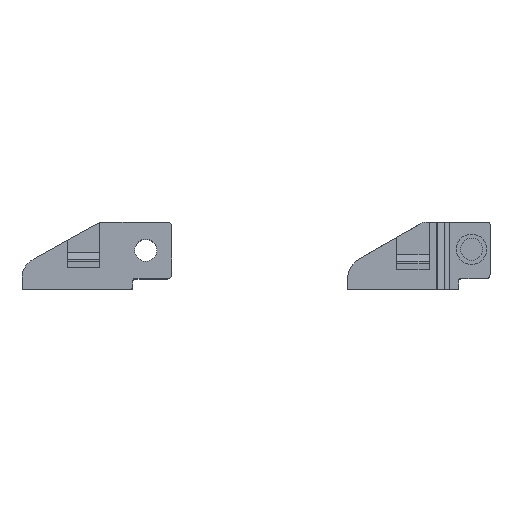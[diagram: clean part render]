
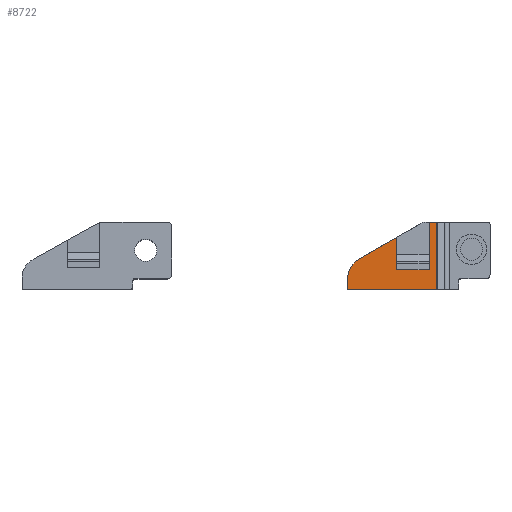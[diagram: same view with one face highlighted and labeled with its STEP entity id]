
A CAD part, top view. The second image highlights one B-rep face of the part: STEP entity #8722.
In plain terms, the highlighted planar face has unit normal (0, 0, 1).
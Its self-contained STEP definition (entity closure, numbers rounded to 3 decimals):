
#92 = EDGE_CURVE ( 'NONE', #5843, #18317, #2449, .T. ) ;
#290 = CARTESIAN_POINT ( 'NONE',  ( -57., -18., 52.5 ) ) ;
#582 = DIRECTION ( 'NONE',  ( 0., -1., 0. ) ) ;
#646 = VERTEX_POINT ( 'NONE', #20652 ) ;
#720 = CARTESIAN_POINT ( 'NONE',  ( -34.5, 5.456, 52.5 ) ) ;
#958 = CARTESIAN_POINT ( 'NONE',  ( -19.5, 12.5, 52.5 ) ) ;
#1091 = CARTESIAN_POINT ( 'NONE',  ( -15.949, -18.5, 52.5 ) ) ;
#1723 = LINE ( 'NONE', #290, #4811 ) ;
#2273 = DIRECTION ( 'NONE',  ( 0., -1., 0. ) ) ;
#2311 = CARTESIAN_POINT ( 'NONE',  ( -47., -13.308, 52.5 ) ) ;
#2449 = LINE ( 'NONE', #9712, #5490 ) ;
#2542 = CARTESIAN_POINT ( 'NONE',  ( -57., -18., 52.5 ) ) ;
#2671 = ORIENTED_EDGE ( 'NONE', *, *, #22996, .T. ) ;
#2957 = AXIS2_PLACEMENT_3D ( 'NONE', #14017, #17601, #22971 ) ;
#3302 = PLANE ( 'NONE',  #2957 ) ;
#3435 = ORIENTED_EDGE ( 'NONE', *, *, #14298, .T. ) ;
#3641 = CARTESIAN_POINT ( 'NONE',  ( -34.5, -9.5, 52.5 ) ) ;
#4666 = ORIENTED_EDGE ( 'NONE', *, *, #7510, .F. ) ;
#4811 = VECTOR ( 'NONE', #7201, 1000. ) ;
#4947 = VERTEX_POINT ( 'NONE', #8071 ) ;
#5490 = VECTOR ( 'NONE', #18908, 1000. ) ;
#5843 = VERTEX_POINT ( 'NONE', #20322 ) ;
#6137 = VECTOR ( 'NONE', #8759, 1000. ) ;
#6825 = ORIENTED_EDGE ( 'NONE', *, *, #92, .F. ) ;
#7094 = VECTOR ( 'NONE', #13700, 1000. ) ;
#7201 = DIRECTION ( 'NONE',  ( 0., 1., 0. ) ) ;
#7451 = VECTOR ( 'NONE', #582, 1000. ) ;
#7510 = EDGE_CURVE ( 'NONE', #21080, #14097, #14054, .T. ) ;
#7647 = CARTESIAN_POINT ( 'NONE',  ( -15.949, -18.5, 52.5 ) ) ;
#8071 = CARTESIAN_POINT ( 'NONE',  ( -57., -13.308, 52.5 ) ) ;
#8722 = ADVANCED_FACE ( 'NONE', ( #15927 ), #3302, .T. ) ;
#8759 = DIRECTION ( 'NONE',  ( -1., 0., 0. ) ) ;
#8970 = AXIS2_PLACEMENT_3D ( 'NONE', #2311, #9579, #22362 ) ;
#9328 = VECTOR ( 'NONE', #16493, 1000. ) ;
#9579 = DIRECTION ( 'NONE',  ( 0., 0., -1. ) ) ;
#9712 = CARTESIAN_POINT ( 'NONE',  ( -52., -4.647, 52.5 ) ) ;
#10178 = LINE ( 'NONE', #23478, #7451 ) ;
#10791 = LINE ( 'NONE', #21308, #6137 ) ;
#10864 = EDGE_CURVE ( 'NONE', #12653, #646, #14900, .T. ) ;
#11338 = LINE ( 'NONE', #18628, #14980 ) ;
#11429 = VERTEX_POINT ( 'NONE', #22415 ) ;
#12549 = CARTESIAN_POINT ( 'NONE',  ( -15.949, 12.5, 52.5 ) ) ;
#12647 = VERTEX_POINT ( 'NONE', #2542 ) ;
#12653 = VERTEX_POINT ( 'NONE', #1091 ) ;
#12760 = CIRCLE ( 'NONE', #8970, 10. ) ;
#13700 = DIRECTION ( 'NONE',  ( 1., 0., 0. ) ) ;
#14017 = CARTESIAN_POINT ( 'NONE',  ( -21.432, -4.946, 52.5 ) ) ;
#14054 = LINE ( 'NONE', #958, #7094 ) ;
#14063 = EDGE_CURVE ( 'NONE', #12647, #4947, #1723, .T. ) ;
#14097 = VERTEX_POINT ( 'NONE', #12549 ) ;
#14186 = EDGE_CURVE ( 'NONE', #4947, #5843, #12760, .T. ) ;
#14298 = EDGE_CURVE ( 'NONE', #21080, #11429, #10178, .T. ) ;
#14900 = LINE ( 'NONE', #7647, #22784 ) ;
#14965 = CIRCLE ( 'NONE', #15728, 0.5 ) ;
#14980 = VECTOR ( 'NONE', #2273, 1000. ) ;
#15356 = EDGE_LOOP ( 'NONE', ( #2671, #6825, #22457, #17630, #16244, #20879, #21530, #4666, #3435, #21510 ) ) ;
#15728 = AXIS2_PLACEMENT_3D ( 'NONE', #16784, #16423, #18231 ) ;
#15765 = VERTEX_POINT ( 'NONE', #22353 ) ;
#15927 = FACE_OUTER_BOUND ( 'NONE', #15356, .T. ) ;
#16244 = ORIENTED_EDGE ( 'NONE', *, *, #21189, .F. ) ;
#16305 = CARTESIAN_POINT ( 'NONE',  ( -19.5, 12.5, 52.5 ) ) ;
#16423 = DIRECTION ( 'NONE',  ( 0., 0., -1. ) ) ;
#16461 = DIRECTION ( 'NONE',  ( -1., 0., 0. ) ) ;
#16493 = DIRECTION ( 'NONE',  ( 0., 1., 0. ) ) ;
#16512 = EDGE_CURVE ( 'NONE', #11429, #15765, #10791, .T. ) ;
#16784 = CARTESIAN_POINT ( 'NONE',  ( -56.5, -18., 52.5 ) ) ;
#17601 = DIRECTION ( 'NONE',  ( 0., 0., 1. ) ) ;
#17630 = ORIENTED_EDGE ( 'NONE', *, *, #14063, .F. ) ;
#18231 = DIRECTION ( 'NONE',  ( -1., 0., 0. ) ) ;
#18292 = LINE ( 'NONE', #3641, #9328 ) ;
#18317 = VERTEX_POINT ( 'NONE', #720 ) ;
#18628 = CARTESIAN_POINT ( 'NONE',  ( -15.949, 12.5, 52.5 ) ) ;
#18908 = DIRECTION ( 'NONE',  ( 0.866, 0.5, 0. ) ) ;
#20322 = CARTESIAN_POINT ( 'NONE',  ( -52., -4.647, 52.5 ) ) ;
#20652 = CARTESIAN_POINT ( 'NONE',  ( -56.5, -18.5, 52.5 ) ) ;
#20879 = ORIENTED_EDGE ( 'NONE', *, *, #10864, .F. ) ;
#21080 = VERTEX_POINT ( 'NONE', #16305 ) ;
#21189 = EDGE_CURVE ( 'NONE', #646, #12647, #14965, .T. ) ;
#21308 = CARTESIAN_POINT ( 'NONE',  ( -19.5, -9.5, 52.5 ) ) ;
#21510 = ORIENTED_EDGE ( 'NONE', *, *, #16512, .T. ) ;
#21530 = ORIENTED_EDGE ( 'NONE', *, *, #21950, .F. ) ;
#21950 = EDGE_CURVE ( 'NONE', #14097, #12653, #11338, .T. ) ;
#22353 = CARTESIAN_POINT ( 'NONE',  ( -34.5, -9.5, 52.5 ) ) ;
#22362 = DIRECTION ( 'NONE',  ( -0.5, 0.866, 0. ) ) ;
#22415 = CARTESIAN_POINT ( 'NONE',  ( -19.5, -9.5, 52.5 ) ) ;
#22457 = ORIENTED_EDGE ( 'NONE', *, *, #14186, .F. ) ;
#22784 = VECTOR ( 'NONE', #16461, 1000. ) ;
#22971 = DIRECTION ( 'NONE',  ( 1., 0., 0. ) ) ;
#22996 = EDGE_CURVE ( 'NONE', #15765, #18317, #18292, .T. ) ;
#23478 = CARTESIAN_POINT ( 'NONE',  ( -19.5, 12.5, 52.5 ) ) ;
